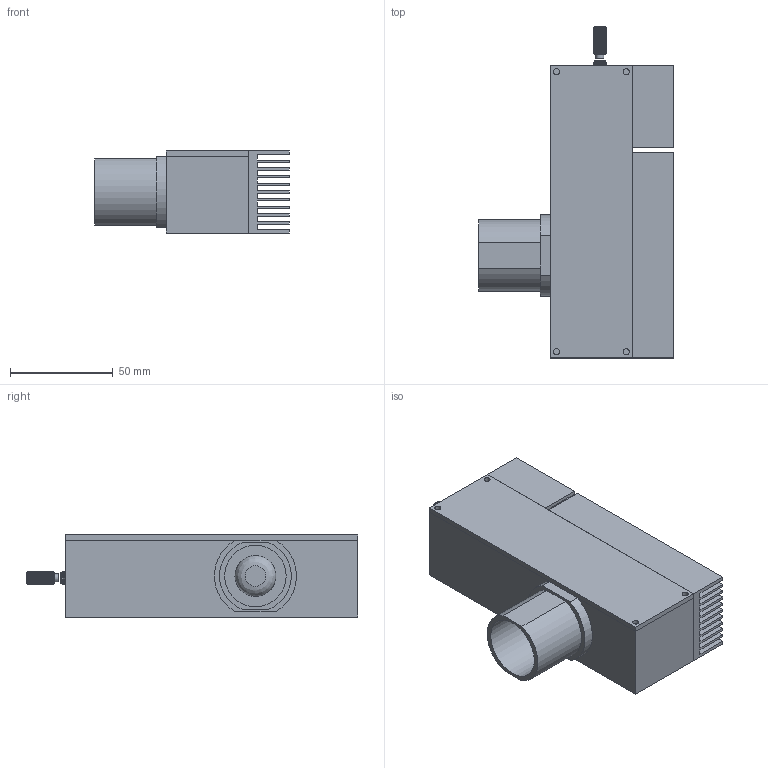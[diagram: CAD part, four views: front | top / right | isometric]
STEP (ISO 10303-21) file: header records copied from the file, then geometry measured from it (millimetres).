
FILE_DESCRIPTION(/* description */ (''),/* implementation_level */ '2;1');
FILE_NAME(/* name */ 'LED module v17.step',/* time_stamp */ '2019-03-03T01:10:17+01:00',/* author */ ('emytass'),/* organization */ (''),/* preprocessor_version */ 'ST-DEVELOPER v17.2',/* originating_system */ 'Autodesk Translation Framework v7.6.0.251',/* authorisation */ '');
FILE_SCHEMA (('AUTOMOTIVE_DESIGN { 1 0 10303 214 3 1 1 }'));
Length unit declared in the file: millimetre
Products named in the file (20): LED module; PCB Component; Board; 220uF; 10uF; 100nF; LM358N; 10k; 0.05; POT-SWITCH-PTH; P16NF06L; AMS1117-1.5; 1X02_NO_SILK; mpt_0.5-2-2; electronic box; LED spacer; Component62; LED; heatsink LED; heatsink MOSFET
Assembly tree (23 placements, depth 4):
  LED module
    PCB Component
      Board
      220uF
      10uF
      100nF
      LM358N
      10k  x4
      0.05
      POT-SWITCH-PTH
      P16NF06L
      AMS1117-1.5
      1X02_NO_SILK  x2
        mpt_0.5-2-2
    electronic box
    LED spacer
      Component62
    LED
    heatsink LED
    heatsink MOSFET
Bounding box: 95 x 161.84 x 40 mm (x, y, z)
Volume: 152482.1 mm3; surface area: 134837.2 mm2
Topology: 22 solids, 22 shells, 1289 faces, 3414 edges, 2246 vertices
Faces by surface type: plane 982, cylinder 239, cone 38, torus 16, bspline 10, sphere 4
Full cylindrical faces by diameter (mm): 0.356 x3, 0.457 x2, 0.762 x1, 0.813 x10, 1 x10, 1.016 x7, 1.067 x2, 1.1 x8, 1.2 x5, 2 x10, 2.1 x4, 2.2 x4, 3 x5, 3.2 x4, 3.9 x1, 4 x1, 4.08 x1, 4.2 x4, 4.5 x1, 4.6 x1, 5.5 x1, 6 x1, 6.2 x4, 6.5 x1, 7.5 x1, 8 x1, 15.8 x1, 16.4 x1, 30 x2
Entity records: 36365 total; most frequent: CARTESIAN_POINT 7275, ORIENTED_EDGE 5898, DIRECTION 5565, EDGE_CURVE 2949, LINE 2095, VECTOR 2095, VERTEX_POINT 1940, AXIS2_PLACEMENT_3D 1735
